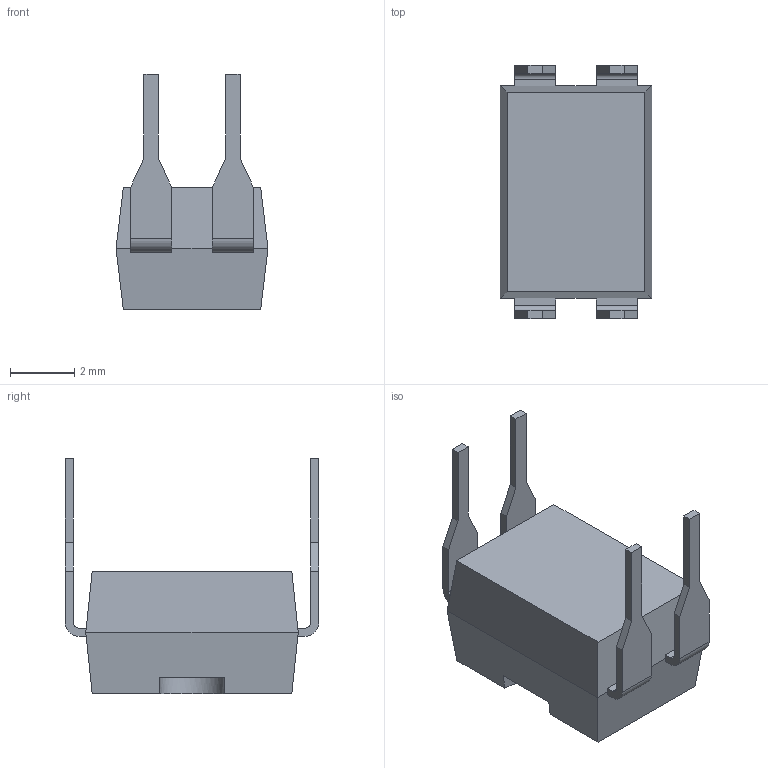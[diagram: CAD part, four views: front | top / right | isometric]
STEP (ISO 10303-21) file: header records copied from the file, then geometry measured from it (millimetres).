
FILE_DESCRIPTION (( 'STEP AP214' ), '1' );
FILE_NAME ('DIP4.STEP', '2015-11-21T16:52:29', ( '' ), ( '' ), 'SwSTEP 2.0', 'SolidWorks 2013', '' );
FILE_SCHEMA (( 'AUTOMOTIVE_DESIGN' ));
Length unit declared in the file: millimetre
Products named in the file (1): DIP4
Bounding box: 4.72 x 7.87 x 7.3 mm (x, y, z)
Volume: 113.4 mm3; surface area: 186.7 mm2
Topology: 1 solids, 1 shells, 64 faces, 182 edges, 120 vertices
Faces by surface type: plane 55, cylinder 9
Entity records: 2658 total; most frequent: CARTESIAN_POINT 373, ORIENTED_EDGE 364, DIRECTION 328, EDGE_CURVE 182, LINE 162, VECTOR 162, VERTEX_POINT 120, AXIS2_PLACEMENT_3D 83
